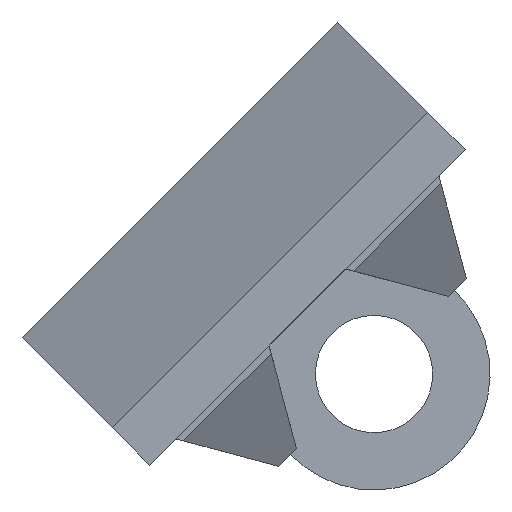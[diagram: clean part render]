
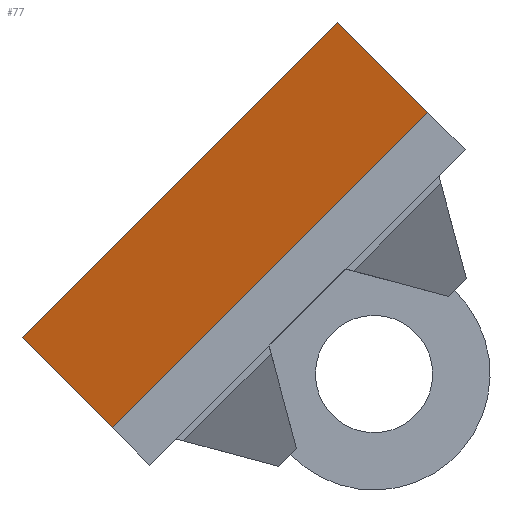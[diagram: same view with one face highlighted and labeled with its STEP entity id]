
A CAD part, front view. The second image highlights one B-rep face of the part: STEP entity #77.
In plain terms, the highlighted planar face has unit normal (-0.5, -0.707, 0.5).
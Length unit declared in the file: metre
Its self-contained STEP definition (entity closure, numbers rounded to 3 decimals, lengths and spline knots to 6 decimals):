
#77 = ADVANCED_FACE( '', ( #180 ), #181, .T. );
#180 = FACE_OUTER_BOUND( '', #310, .T. );
#181 = PLANE( '', #311 );
#310 = EDGE_LOOP( '', ( #474, #475, #476, #477 ) );
#311 = AXIS2_PLACEMENT_3D( '', #478, #479, #480 );
#474 = ORIENTED_EDGE( '', *, *, #788, .F. );
#475 = ORIENTED_EDGE( '', *, *, #822, .T. );
#476 = ORIENTED_EDGE( '', *, *, #800, .F. );
#477 = ORIENTED_EDGE( '', *, *, #823, .F. );
#478 = CARTESIAN_POINT( '', ( 0.057175, -0.070574, 0.058508 ) );
#479 = DIRECTION( '', ( -0.5, -0.707, 0.5 ) );
#480 = DIRECTION( '', ( 0., -0.577, -0.816 ) );
#788 = EDGE_CURVE( '', #937, #940, #941, .T. );
#800 = EDGE_CURVE( '', #960, #962, #963, .T. );
#822 = EDGE_CURVE( '', #937, #962, #1000, .T. );
#823 = EDGE_CURVE( '', #940, #960, #1001, .F. );
#937 = VERTEX_POINT( '', #1159 );
#940 = VERTEX_POINT( '', #1163 );
#941 = LINE( '', #1164, #1165 );
#960 = VERTEX_POINT( '', #1191 );
#962 = VERTEX_POINT( '', #1194 );
#963 = LINE( '', #1195, #1196 );
#1000 = LINE( '', #1248, #1249 );
#1001 = LINE( '', #1250, #1251 );
#1159 = CARTESIAN_POINT( '', ( 0.057174, -0.070574, 0.058506 ) );
#1163 = CARTESIAN_POINT( '', ( 0.038315, -0.070574, 0.039648 ) );
#1164 = CARTESIAN_POINT( '', ( 0.057175, -0.070574, 0.058508 ) );
#1165 = VECTOR( '', #1464, 1. );
#1191 = CARTESIAN_POINT( '', ( 0.032927, -0.062954, 0.045036 ) );
#1194 = CARTESIAN_POINT( '', ( 0.051785, -0.062954, 0.063895 ) );
#1195 = CARTESIAN_POINT( '', ( 0.000194, -0.062954, 0.012303 ) );
#1196 = VECTOR( '', #1476, 1. );
#1248 = CARTESIAN_POINT( '', ( 0.057174, -0.070574, 0.058506 ) );
#1249 = VECTOR( '', #1498, 1. );
#1250 = CARTESIAN_POINT( '', ( 0.038315, -0.070574, 0.039648 ) );
#1251 = VECTOR( '', #1499, 1. );
#1464 = DIRECTION( '', ( -0.707, 0., -0.707 ) );
#1476 = DIRECTION( '', ( 0.707, 0., 0.707 ) );
#1498 = DIRECTION( '', ( -0.5, 0.707, 0.5 ) );
#1499 = DIRECTION( '', ( 0.5, -0.707, -0.5 ) );
